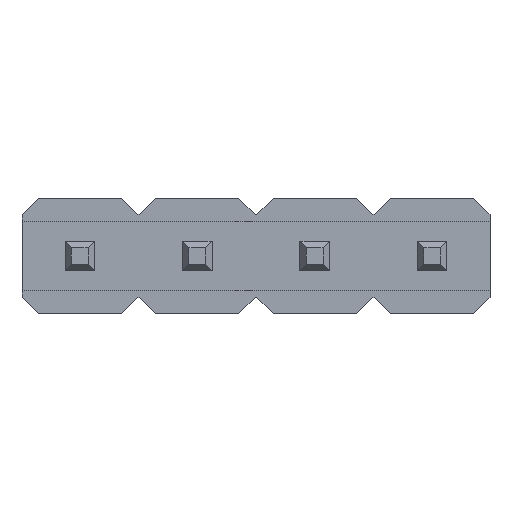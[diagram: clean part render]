
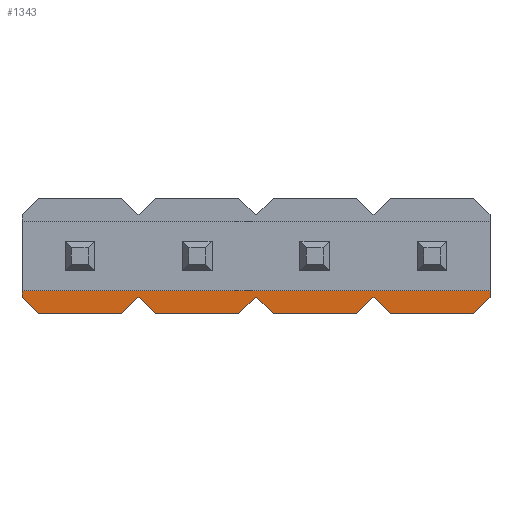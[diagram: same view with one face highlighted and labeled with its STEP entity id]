
A CAD part, front view. The second image highlights one B-rep face of the part: STEP entity #1343.
In plain terms, the highlighted planar face has unit normal (0, -1, 0).
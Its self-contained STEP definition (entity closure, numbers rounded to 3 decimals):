
#17 = VECTOR ( 'NONE', #4492, 1000. ) ;
#44 = DIRECTION ( 'NONE',  ( -0.707, 0., -0.707 ) ) ;
#47 = DIRECTION ( 'NONE',  ( 0., 0., 1. ) ) ;
#57 = CARTESIAN_POINT ( 'NONE',  ( 0., 0., -2.15 ) ) ;
#67 = CARTESIAN_POINT ( 'NONE',  ( 7.97, 0., -2.5 ) ) ;
#82 = EDGE_CURVE ( 'NONE', #1021, #1087, #188, .T. ) ;
#133 = VERTEX_POINT ( 'NONE', #1500 ) ;
#147 = EDGE_CURVE ( 'NONE', #133, #1311, #2023, .T. ) ;
#188 = LINE ( 'NONE', #3411, #2874 ) ;
#235 = EDGE_CURVE ( 'NONE', #4429, #2952, #1091, .T. ) ;
#286 = ORIENTED_EDGE ( 'NONE', *, *, #235, .F. ) ;
#367 = LINE ( 'NONE', #741, #17 ) ;
#370 = VECTOR ( 'NONE', #5014, 1000. ) ;
#385 = VERTEX_POINT ( 'NONE', #2040 ) ;
#434 = ORIENTED_EDGE ( 'NONE', *, *, #3422, .F. ) ;
#441 = LINE ( 'NONE', #3703, #1891 ) ;
#449 = EDGE_LOOP ( 'NONE', ( #1575, #3402, #3263, #808, #3327, #2126, #5158, #611, #434, #2617, #4788, #286, #2593, #3773, #2390, #4275, #3659, #4524 ) ) ;
#459 = CARTESIAN_POINT ( 'NONE',  ( 7.97, 0., -2.5 ) ) ;
#497 = DIRECTION ( 'NONE',  ( 1., 0., 0. ) ) ;
#526 = DIRECTION ( 'NONE',  ( 0., -1., 0. ) ) ;
#611 = ORIENTED_EDGE ( 'NONE', *, *, #1775, .F. ) ;
#676 = LINE ( 'NONE', #2327, #2858 ) ;
#689 = EDGE_CURVE ( 'NONE', #3803, #5035, #4590, .T. ) ;
#741 = CARTESIAN_POINT ( 'NONE',  ( 2.15, 0., -2.5 ) ) ;
#808 = ORIENTED_EDGE ( 'NONE', *, *, #5030, .F. ) ;
#896 = EDGE_CURVE ( 'NONE', #2270, #385, #4100, .T. ) ;
#899 = VECTOR ( 'NONE', #497, 1000. ) ;
#917 = LINE ( 'NONE', #2919, #3002 ) ;
#930 = FACE_OUTER_BOUND ( 'NONE', #449, .T. ) ;
#954 = VERTEX_POINT ( 'NONE', #1825 ) ;
#1000 = CARTESIAN_POINT ( 'NONE',  ( 0.35, 0., -2.5 ) ) ;
#1011 = CARTESIAN_POINT ( 'NONE',  ( 2.15, 0., -2.5 ) ) ;
#1021 = VERTEX_POINT ( 'NONE', #1958 ) ;
#1082 = VERTEX_POINT ( 'NONE', #1011 ) ;
#1087 = VERTEX_POINT ( 'NONE', #3529 ) ;
#1091 = LINE ( 'NONE', #3191, #1584 ) ;
#1128 = VECTOR ( 'NONE', #47, 1000. ) ;
#1146 = CARTESIAN_POINT ( 'NONE',  ( 0., 0., -2. ) ) ;
#1249 = EDGE_CURVE ( 'NONE', #3219, #1082, #367, .T. ) ;
#1267 = CARTESIAN_POINT ( 'NONE',  ( 0.35, 0., -2.5 ) ) ;
#1288 = AXIS2_PLACEMENT_3D ( 'NONE', #4107, #526, #2169 ) ;
#1311 = VERTEX_POINT ( 'NONE', #5004 ) ;
#1324 = DIRECTION ( 'NONE',  ( -0.707, 0., 0.707 ) ) ;
#1343 = ADVANCED_FACE ( 'NONE', ( #930 ), #2972, .T. ) ;
#1386 = VECTOR ( 'NONE', #2879, 1000. ) ;
#1393 = LINE ( 'NONE', #4670, #2958 ) ;
#1477 = VERTEX_POINT ( 'NONE', #67 ) ;
#1500 = CARTESIAN_POINT ( 'NONE',  ( 10.12, 0., -2.15 ) ) ;
#1575 = ORIENTED_EDGE ( 'NONE', *, *, #896, .F. ) ;
#1584 = VECTOR ( 'NONE', #2395, 1000. ) ;
#1595 = CARTESIAN_POINT ( 'NONE',  ( 2.54, 0., -2.15 ) ) ;
#1684 = CARTESIAN_POINT ( 'NONE',  ( 0., 0., -2.15 ) ) ;
#1693 = EDGE_CURVE ( 'NONE', #1311, #1477, #3121, .T. ) ;
#1775 = EDGE_CURVE ( 'NONE', #954, #4256, #917, .T. ) ;
#1825 = CARTESIAN_POINT ( 'NONE',  ( 4.69, 0., -2.5 ) ) ;
#1891 = VECTOR ( 'NONE', #44, 1000. ) ;
#1958 = CARTESIAN_POINT ( 'NONE',  ( 7.62, 0., -2.15 ) ) ;
#2023 = LINE ( 'NONE', #2422, #2959 ) ;
#2040 = CARTESIAN_POINT ( 'NONE',  ( 10.12, 0., -2. ) ) ;
#2056 = CARTESIAN_POINT ( 'NONE',  ( 2.54, 0., -2.15 ) ) ;
#2079 = EDGE_CURVE ( 'NONE', #1087, #4429, #441, .T. ) ;
#2084 = LINE ( 'NONE', #3704, #1128 ) ;
#2102 = DIRECTION ( 'NONE',  ( -1., 0., 0. ) ) ;
#2126 = ORIENTED_EDGE ( 'NONE', *, *, #3330, .F. ) ;
#2153 = LINE ( 'NONE', #3798, #370 ) ;
#2169 = DIRECTION ( 'NONE',  ( 0., 0., -1. ) ) ;
#2264 = DIRECTION ( 'NONE',  ( -1., 0., 0. ) ) ;
#2270 = VERTEX_POINT ( 'NONE', #1146 ) ;
#2306 = VERTEX_POINT ( 'NONE', #4501 ) ;
#2327 = CARTESIAN_POINT ( 'NONE',  ( 4.69, 0., -2.5 ) ) ;
#2390 = ORIENTED_EDGE ( 'NONE', *, *, #2964, .F. ) ;
#2395 = DIRECTION ( 'NONE',  ( -1., 0., 0. ) ) ;
#2422 = CARTESIAN_POINT ( 'NONE',  ( 9.77, 0., -2.5 ) ) ;
#2554 = DIRECTION ( 'NONE',  ( -1., 0., 0. ) ) ;
#2593 = ORIENTED_EDGE ( 'NONE', *, *, #2079, .F. ) ;
#2617 = ORIENTED_EDGE ( 'NONE', *, *, #2897, .F. ) ;
#2630 = CARTESIAN_POINT ( 'NONE',  ( 7.62, 0., -2.15 ) ) ;
#2858 = VECTOR ( 'NONE', #3946, 1000. ) ;
#2874 = VECTOR ( 'NONE', #2264, 1000. ) ;
#2879 = DIRECTION ( 'NONE',  ( -1., 0., 0. ) ) ;
#2897 = EDGE_CURVE ( 'NONE', #3903, #2306, #3692, .T. ) ;
#2915 = LINE ( 'NONE', #1267, #4888 ) ;
#2919 = CARTESIAN_POINT ( 'NONE',  ( 2.89, 0., -2.5 ) ) ;
#2937 = EDGE_CURVE ( 'NONE', #385, #133, #2153, .T. ) ;
#2946 = LINE ( 'NONE', #2994, #4312 ) ;
#2952 = VERTEX_POINT ( 'NONE', #3027 ) ;
#2958 = VECTOR ( 'NONE', #3037, 1000. ) ;
#2959 = VECTOR ( 'NONE', #4468, 1000. ) ;
#2964 = EDGE_CURVE ( 'NONE', #1477, #1021, #4583, .T. ) ;
#2972 = PLANE ( 'NONE',  #1288 ) ;
#2994 = CARTESIAN_POINT ( 'NONE',  ( 2.5, 0., -2.15 ) ) ;
#3002 = VECTOR ( 'NONE', #2554, 1000. ) ;
#3027 = CARTESIAN_POINT ( 'NONE',  ( 5.43, 0., -2.5 ) ) ;
#3037 = DIRECTION ( 'NONE',  ( -0.707, 0., 0.707 ) ) ;
#3121 = LINE ( 'NONE', #459, #5199 ) ;
#3160 = VERTEX_POINT ( 'NONE', #1595 ) ;
#3191 = CARTESIAN_POINT ( 'NONE',  ( 5.43, 0., -2.5 ) ) ;
#3218 = CARTESIAN_POINT ( 'NONE',  ( 2.5, 0., -2.15 ) ) ;
#3219 = VERTEX_POINT ( 'NONE', #3218 ) ;
#3263 = ORIENTED_EDGE ( 'NONE', *, *, #689, .F. ) ;
#3290 = VECTOR ( 'NONE', #1324, 1000. ) ;
#3327 = ORIENTED_EDGE ( 'NONE', *, *, #1249, .F. ) ;
#3330 = EDGE_CURVE ( 'NONE', #3160, #3219, #2946, .T. ) ;
#3382 = DIRECTION ( 'NONE',  ( -0.707, 0., 0.707 ) ) ;
#3402 = ORIENTED_EDGE ( 'NONE', *, *, #5166, .F. ) ;
#3411 = CARTESIAN_POINT ( 'NONE',  ( 7.58, 0., -2.15 ) ) ;
#3422 = EDGE_CURVE ( 'NONE', #2306, #954, #676, .T. ) ;
#3529 = CARTESIAN_POINT ( 'NONE',  ( 7.58, 0., -2.15 ) ) ;
#3593 = LINE ( 'NONE', #2056, #4485 ) ;
#3659 = ORIENTED_EDGE ( 'NONE', *, *, #147, .F. ) ;
#3692 = LINE ( 'NONE', #5256, #1386 ) ;
#3703 = CARTESIAN_POINT ( 'NONE',  ( 7.23, 0., -2.5 ) ) ;
#3704 = CARTESIAN_POINT ( 'NONE',  ( 0., 0., -0.35 ) ) ;
#3716 = DIRECTION ( 'NONE',  ( -1., 0., 0. ) ) ;
#3773 = ORIENTED_EDGE ( 'NONE', *, *, #82, .F. ) ;
#3798 = CARTESIAN_POINT ( 'NONE',  ( 10.12, 0., -2.15 ) ) ;
#3803 = VERTEX_POINT ( 'NONE', #1000 ) ;
#3834 = CARTESIAN_POINT ( 'NONE',  ( 2.89, 0., -2.5 ) ) ;
#3903 = VERTEX_POINT ( 'NONE', #4704 ) ;
#3946 = DIRECTION ( 'NONE',  ( -0.707, 0., -0.707 ) ) ;
#4003 = CARTESIAN_POINT ( 'NONE',  ( 7.23, 0., -2.5 ) ) ;
#4100 = LINE ( 'NONE', #4158, #899 ) ;
#4107 = CARTESIAN_POINT ( 'NONE',  ( 0., 0., 0. ) ) ;
#4158 = CARTESIAN_POINT ( 'NONE',  ( 0., 0., -2. ) ) ;
#4256 = VERTEX_POINT ( 'NONE', #3834 ) ;
#4275 = ORIENTED_EDGE ( 'NONE', *, *, #1693, .F. ) ;
#4306 = VECTOR ( 'NONE', #3382, 1000. ) ;
#4312 = VECTOR ( 'NONE', #5029, 1000. ) ;
#4429 = VERTEX_POINT ( 'NONE', #4003 ) ;
#4452 = EDGE_CURVE ( 'NONE', #4256, #3160, #3593, .T. ) ;
#4468 = DIRECTION ( 'NONE',  ( -0.707, 0., -0.707 ) ) ;
#4485 = VECTOR ( 'NONE', #4863, 1000. ) ;
#4492 = DIRECTION ( 'NONE',  ( -0.707, 0., -0.707 ) ) ;
#4501 = CARTESIAN_POINT ( 'NONE',  ( 5.04, 0., -2.15 ) ) ;
#4524 = ORIENTED_EDGE ( 'NONE', *, *, #2937, .F. ) ;
#4583 = LINE ( 'NONE', #2630, #4306 ) ;
#4590 = LINE ( 'NONE', #1684, #3290 ) ;
#4670 = CARTESIAN_POINT ( 'NONE',  ( 5.08, 0., -2.15 ) ) ;
#4704 = CARTESIAN_POINT ( 'NONE',  ( 5.08, 0., -2.15 ) ) ;
#4714 = EDGE_CURVE ( 'NONE', #2952, #3903, #1393, .T. ) ;
#4788 = ORIENTED_EDGE ( 'NONE', *, *, #4714, .F. ) ;
#4863 = DIRECTION ( 'NONE',  ( -0.707, 0., 0.707 ) ) ;
#4888 = VECTOR ( 'NONE', #3716, 1000. ) ;
#5004 = CARTESIAN_POINT ( 'NONE',  ( 9.77, 0., -2.5 ) ) ;
#5014 = DIRECTION ( 'NONE',  ( 0., 0., -1. ) ) ;
#5029 = DIRECTION ( 'NONE',  ( -1., 0., 0. ) ) ;
#5030 = EDGE_CURVE ( 'NONE', #1082, #3803, #2915, .T. ) ;
#5035 = VERTEX_POINT ( 'NONE', #57 ) ;
#5158 = ORIENTED_EDGE ( 'NONE', *, *, #4452, .F. ) ;
#5166 = EDGE_CURVE ( 'NONE', #5035, #2270, #2084, .T. ) ;
#5199 = VECTOR ( 'NONE', #2102, 1000. ) ;
#5256 = CARTESIAN_POINT ( 'NONE',  ( 5.04, 0., -2.15 ) ) ;
